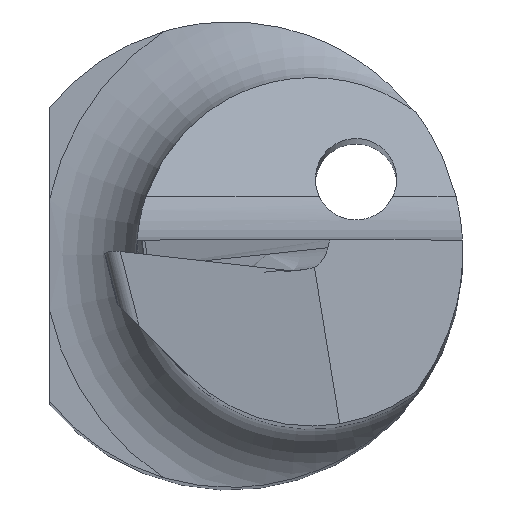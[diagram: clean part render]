
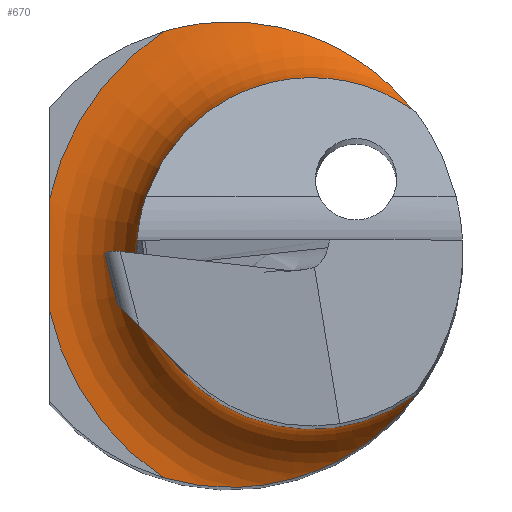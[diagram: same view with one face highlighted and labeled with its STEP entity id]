
A CAD part, top view. The second image highlights one B-rep face of the part: STEP entity #670.
In plain terms, the highlighted toroidal (fillet/blend) face has major radius 2.3 mm and minor radius 0.8 mm.
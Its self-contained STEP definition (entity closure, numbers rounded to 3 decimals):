
#13 = CARTESIAN_POINT ( 'NONE',  ( 0.533, -1.94, 13.833 ) ) ;
#17 = CARTESIAN_POINT ( 'NONE',  ( 1.6, -1.2, 14.494 ) ) ;
#20 = CARTESIAN_POINT ( 'NONE',  ( 0.942, -1.778, 13.934 ) ) ;
#21 = CIRCLE ( 'NONE', #773, 2.3 ) ;
#23 = CARTESIAN_POINT ( 'NONE',  ( -0.133, -2.008, 13.759 ) ) ;
#29 = AXIS2_PLACEMENT_3D ( 'NONE', #871, #367, #283 ) ;
#54 = ORIENTED_EDGE ( 'NONE', *, *, #726, .T. ) ;
#82 = CARTESIAN_POINT ( 'NONE',  ( 1.586, -1.219, 14.439 ) ) ;
#86 = CARTESIAN_POINT ( 'NONE',  ( -0.571, -1.917, 13.751 ) ) ;
#88 = DIRECTION ( 'NONE',  ( 0., 0., 1. ) ) ;
#92 = CARTESIAN_POINT ( 'NONE',  ( -1.55, -0.477, 13.751 ) ) ;
#96 = FACE_OUTER_BOUND ( 'NONE', #542, .T. ) ;
#105 = VERTEX_POINT ( 'NONE', #925 ) ;
#111 = CARTESIAN_POINT ( 'NONE',  ( 0.936, 1.77, 13.938 ) ) ;
#112 = CIRCLE ( 'NONE', #269, 1.5 ) ;
#128 = DIRECTION ( 'NONE',  ( 0., 0., 1. ) ) ;
#156 = EDGE_CURVE ( 'NONE', #485, #497, #21, .T. ) ;
#157 = CARTESIAN_POINT ( 'NONE',  ( -1.55, 0.477, 13.751 ) ) ;
#166 = B_SPLINE_CURVE_WITH_KNOTS ( 'NONE', 3,
 ( #157, #664, #523, #810, #655, #876, #92 ),
 .UNSPECIFIED., .F., .F.,
 ( 4, 3, 4 ),
 ( 0., 0., 0.001 ),
 .UNSPECIFIED. ) ;
#222 = CARTESIAN_POINT ( 'NONE',  ( 1.126, -1.666, 14. ) ) ;
#223 = EDGE_CURVE ( 'NONE', #105, #622, #112, .T. ) ;
#269 = AXIS2_PLACEMENT_3D ( 'NONE', #579, #637, #703 ) ;
#283 = DIRECTION ( 'NONE',  ( 1., 0., 0. ) ) ;
#285 = EDGE_CURVE ( 'NONE', #497, #636, #166, .T. ) ;
#297 = CARTESIAN_POINT ( 'NONE',  ( -1.55, 0.477, 13.751 ) ) ;
#305 = CIRCLE ( 'NONE', #589, 2.3 ) ;
#354 = ORIENTED_EDGE ( 'NONE', *, *, #285, .T. ) ;
#358 = CARTESIAN_POINT ( 'NONE',  ( 1.361, -1.469, 14.145 ) ) ;
#359 = B_SPLINE_CURVE_WITH_KNOTS ( 'NONE', 3,
 ( #86, #789, #23, #583, #13, #20, #222, #358, #873, #436, #656, #82, #17, #505 ),
 .UNSPECIFIED., .F., .F.,
 ( 4, 2, 2, 2, 2, 2, 4 ),
 ( 0., 0.001, 0.001, 0.002, 0.002, 0.003, 0.003 ),
 .UNSPECIFIED. ) ;
#360 = DIRECTION ( 'NONE',  ( 1., 0., 0. ) ) ;
#367 = DIRECTION ( 'NONE',  ( 0., 0., -1. ) ) ;
#372 = CARTESIAN_POINT ( 'NONE',  ( 1.586, 1.219, 14.44 ) ) ;
#380 = CARTESIAN_POINT ( 'NONE',  ( -0.571, 1.917, 13.751 ) ) ;
#387 = CARTESIAN_POINT ( 'NONE',  ( 0.84, 1.819, 13.909 ) ) ;
#406 = DIRECTION ( 'NONE',  ( 1., 0., 0. ) ) ;
#436 = CARTESIAN_POINT ( 'NONE',  ( 1.519, -1.302, 14.307 ) ) ;
#445 = CARTESIAN_POINT ( 'NONE',  ( 1.432, 1.399, 14.201 ) ) ;
#466 = EDGE_CURVE ( 'NONE', #636, #834, #305, .T. ) ;
#485 = VERTEX_POINT ( 'NONE', #843 ) ;
#488 = ORIENTED_EDGE ( 'NONE', *, *, #156, .T. ) ;
#497 = VERTEX_POINT ( 'NONE', #297 ) ;
#505 = CARTESIAN_POINT ( 'NONE',  ( 1.6, -1.2, 14.551 ) ) ;
#517 = CARTESIAN_POINT ( 'NONE',  ( 0.534, 1.94, 13.833 ) ) ;
#519 = CARTESIAN_POINT ( 'NONE',  ( 1.519, 1.301, 14.307 ) ) ;
#523 = CARTESIAN_POINT ( 'NONE',  ( -1.55, 0.159, 13.753 ) ) ;
#532 = ORIENTED_EDGE ( 'NONE', *, *, #466, .T. ) ;
#542 = EDGE_LOOP ( 'NONE', ( #54, #488, #354, #532, #882, #746 ) ) ;
#579 = CARTESIAN_POINT ( 'NONE',  ( 0.7, 0., 14.551 ) ) ;
#583 = CARTESIAN_POINT ( 'NONE',  ( 0.317, -1.988, 13.801 ) ) ;
#589 = AXIS2_PLACEMENT_3D ( 'NONE', #836, #128, #406 ) ;
#591 = CARTESIAN_POINT ( 'NONE',  ( 1.206, 1.599, 14.05 ) ) ;
#622 = VERTEX_POINT ( 'NONE', #866 ) ;
#636 = VERTEX_POINT ( 'NONE', #709 ) ;
#637 = DIRECTION ( 'NONE',  ( 0., 0., -1. ) ) ;
#639 = B_SPLINE_CURVE_WITH_KNOTS ( 'NONE', 3,
 ( #745, #732, #372, #877, #519, #445, #728, #591, #883, #111, #387, #517, #809, #823, #729, #380 ),
 .UNSPECIFIED., .F., .F.,
 ( 4, 2, 2, 2, 2, 2, 2, 4 ),
 ( 0., 0., 0., 0.001, 0.001, 0.001, 0.002, 0.003 ),
 .UNSPECIFIED. ) ;
#655 = CARTESIAN_POINT ( 'NONE',  ( -1.55, -0.159, 13.753 ) ) ;
#656 = CARTESIAN_POINT ( 'NONE',  ( 1.546, -1.27, 14.347 ) ) ;
#664 = CARTESIAN_POINT ( 'NONE',  ( -1.55, 0.318, 13.751 ) ) ;
#670 = ADVANCED_FACE ( 'NONE', ( #96 ), #689, .F. ) ;
#689 = TOROIDAL_SURFACE ( 'NONE', #29, 2.3, 0.8 ) ;
#690 = CARTESIAN_POINT ( 'NONE',  ( -0.571, -1.917, 13.751 ) ) ;
#703 = DIRECTION ( 'NONE',  ( 1., 0., 0. ) ) ;
#709 = CARTESIAN_POINT ( 'NONE',  ( -1.55, -0.477, 13.751 ) ) ;
#711 = EDGE_CURVE ( 'NONE', #834, #105, #359, .T. ) ;
#718 = CARTESIAN_POINT ( 'NONE',  ( 0.7, 0., 13.751 ) ) ;
#726 = EDGE_CURVE ( 'NONE', #622, #485, #639, .T. ) ;
#728 = CARTESIAN_POINT ( 'NONE',  ( 1.361, 1.469, 14.146 ) ) ;
#729 = CARTESIAN_POINT ( 'NONE',  ( -0.355, 1.981, 13.751 ) ) ;
#732 = CARTESIAN_POINT ( 'NONE',  ( 1.6, 1.2, 14.494 ) ) ;
#745 = CARTESIAN_POINT ( 'NONE',  ( 1.6, 1.2, 14.551 ) ) ;
#746 = ORIENTED_EDGE ( 'NONE', *, *, #223, .T. ) ;
#773 = AXIS2_PLACEMENT_3D ( 'NONE', #718, #88, #360 ) ;
#789 = CARTESIAN_POINT ( 'NONE',  ( -0.355, -1.981, 13.751 ) ) ;
#809 = CARTESIAN_POINT ( 'NONE',  ( 0.316, 1.988, 13.8 ) ) ;
#810 = CARTESIAN_POINT ( 'NONE',  ( -1.55, 0., 13.753 ) ) ;
#823 = CARTESIAN_POINT ( 'NONE',  ( -0.133, 2.008, 13.759 ) ) ;
#834 = VERTEX_POINT ( 'NONE', #690 ) ;
#836 = CARTESIAN_POINT ( 'NONE',  ( 0.7, 0., 13.751 ) ) ;
#843 = CARTESIAN_POINT ( 'NONE',  ( -0.571, 1.917, 13.751 ) ) ;
#866 = CARTESIAN_POINT ( 'NONE',  ( 1.6, 1.2, 14.551 ) ) ;
#871 = CARTESIAN_POINT ( 'NONE',  ( 0.7, 0., 14.551 ) ) ;
#873 = CARTESIAN_POINT ( 'NONE',  ( 1.432, -1.399, 14.201 ) ) ;
#876 = CARTESIAN_POINT ( 'NONE',  ( -1.55, -0.318, 13.751 ) ) ;
#877 = CARTESIAN_POINT ( 'NONE',  ( 1.546, 1.269, 14.347 ) ) ;
#882 = ORIENTED_EDGE ( 'NONE', *, *, #711, .T. ) ;
#883 = CARTESIAN_POINT ( 'NONE',  ( 1.119, 1.661, 14.009 ) ) ;
#925 = CARTESIAN_POINT ( 'NONE',  ( 1.6, -1.2, 14.551 ) ) ;
